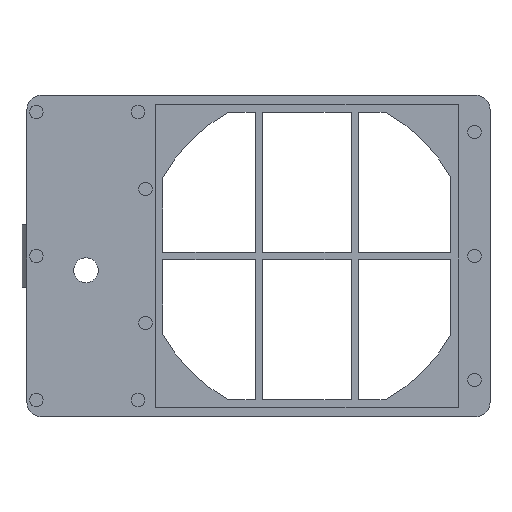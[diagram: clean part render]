
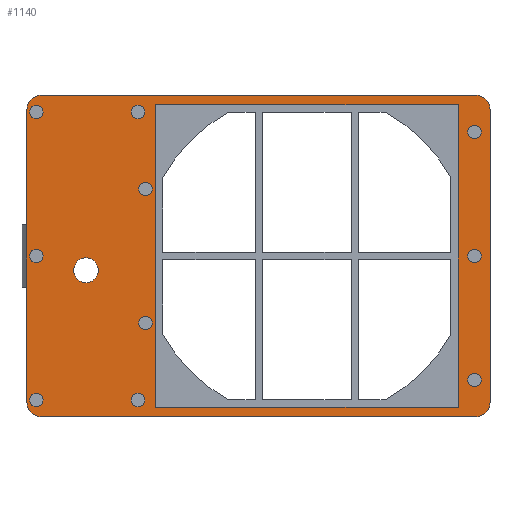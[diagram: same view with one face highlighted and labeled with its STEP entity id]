
A CAD part, top view. The second image highlights one B-rep face of the part: STEP entity #1140.
In plain terms, the highlighted planar face has unit normal (0, 0, 1).
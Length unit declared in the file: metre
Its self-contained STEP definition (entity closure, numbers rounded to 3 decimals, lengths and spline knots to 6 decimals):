
#32=LINE('',#1688,#148);
#33=LINE('',#1693,#149);
#34=LINE('',#1697,#150);
#35=LINE('',#1701,#151);
#36=LINE('',#1704,#152);
#37=LINE('',#1707,#153);
#38=LINE('',#1709,#154);
#39=LINE('',#1711,#155);
#148=VECTOR('',#1356,1.);
#149=VECTOR('',#1359,1.);
#150=VECTOR('',#1362,1.);
#151=VECTOR('',#1365,1.);
#152=VECTOR('',#1368,1.);
#153=VECTOR('',#1369,1.);
#154=VECTOR('',#1370,1.);
#155=VECTOR('',#1371,1.);
#264=ORIENTED_EDGE('',*,*,#574,.T.);
#265=ORIENTED_EDGE('',*,*,#575,.F.);
#266=ORIENTED_EDGE('',*,*,#576,.F.);
#267=ORIENTED_EDGE('',*,*,#577,.F.);
#268=ORIENTED_EDGE('',*,*,#578,.F.);
#269=ORIENTED_EDGE('',*,*,#579,.F.);
#270=ORIENTED_EDGE('',*,*,#580,.F.);
#271=ORIENTED_EDGE('',*,*,#581,.F.);
#272=ORIENTED_EDGE('',*,*,#582,.F.);
#273=ORIENTED_EDGE('',*,*,#583,.F.);
#274=ORIENTED_EDGE('',*,*,#584,.F.);
#275=ORIENTED_EDGE('',*,*,#585,.F.);
#276=ORIENTED_EDGE('',*,*,#586,.F.);
#277=ORIENTED_EDGE('',*,*,#587,.F.);
#278=ORIENTED_EDGE('',*,*,#588,.F.);
#279=ORIENTED_EDGE('',*,*,#589,.T.);
#280=ORIENTED_EDGE('',*,*,#590,.F.);
#281=ORIENTED_EDGE('',*,*,#591,.T.);
#282=ORIENTED_EDGE('',*,*,#592,.F.);
#283=ORIENTED_EDGE('',*,*,#593,.T.);
#284=ORIENTED_EDGE('',*,*,#594,.T.);
#285=ORIENTED_EDGE('',*,*,#595,.F.);
#286=ORIENTED_EDGE('',*,*,#596,.F.);
#574=EDGE_CURVE('',#729,#729,#840,.T.);
#575=EDGE_CURVE('',#730,#730,#841,.T.);
#576=EDGE_CURVE('',#731,#731,#842,.T.);
#577=EDGE_CURVE('',#732,#732,#843,.T.);
#578=EDGE_CURVE('',#733,#733,#844,.T.);
#579=EDGE_CURVE('',#734,#734,#845,.T.);
#580=EDGE_CURVE('',#735,#735,#846,.T.);
#581=EDGE_CURVE('',#736,#736,#847,.T.);
#582=EDGE_CURVE('',#737,#737,#848,.T.);
#583=EDGE_CURVE('',#738,#738,#849,.T.);
#584=EDGE_CURVE('',#739,#739,#850,.T.);
#585=EDGE_CURVE('',#740,#741,#32,.T.);
#586=EDGE_CURVE('',#742,#740,#851,.T.);
#587=EDGE_CURVE('',#743,#742,#33,.T.);
#588=EDGE_CURVE('',#744,#743,#852,.T.);
#589=EDGE_CURVE('',#744,#745,#34,.T.);
#590=EDGE_CURVE('',#746,#745,#853,.T.);
#591=EDGE_CURVE('',#746,#747,#35,.T.);
#592=EDGE_CURVE('',#741,#747,#854,.T.);
#593=EDGE_CURVE('',#748,#749,#36,.T.);
#594=EDGE_CURVE('',#749,#750,#37,.T.);
#595=EDGE_CURVE('',#751,#750,#38,.T.);
#596=EDGE_CURVE('',#748,#751,#39,.T.);
#729=VERTEX_POINT('',#1667);
#730=VERTEX_POINT('',#1669);
#731=VERTEX_POINT('',#1671);
#732=VERTEX_POINT('',#1673);
#733=VERTEX_POINT('',#1675);
#734=VERTEX_POINT('',#1677);
#735=VERTEX_POINT('',#1679);
#736=VERTEX_POINT('',#1681);
#737=VERTEX_POINT('',#1683);
#738=VERTEX_POINT('',#1685);
#739=VERTEX_POINT('',#1687);
#740=VERTEX_POINT('',#1689);
#741=VERTEX_POINT('',#1690);
#742=VERTEX_POINT('',#1692);
#743=VERTEX_POINT('',#1694);
#744=VERTEX_POINT('',#1696);
#745=VERTEX_POINT('',#1698);
#746=VERTEX_POINT('',#1700);
#747=VERTEX_POINT('',#1702);
#748=VERTEX_POINT('',#1705);
#749=VERTEX_POINT('',#1706);
#750=VERTEX_POINT('',#1708);
#751=VERTEX_POINT('',#1710);
#840=CIRCLE('',#1223,0.005);
#841=CIRCLE('',#1224,0.0027);
#842=CIRCLE('',#1225,0.0027);
#843=CIRCLE('',#1226,0.0027);
#844=CIRCLE('',#1227,0.0027);
#845=CIRCLE('',#1228,0.0027);
#846=CIRCLE('',#1229,0.0027);
#847=CIRCLE('',#1230,0.0027);
#848=CIRCLE('',#1231,0.0027);
#849=CIRCLE('',#1232,0.0027);
#850=CIRCLE('',#1233,0.0027);
#851=CIRCLE('',#1234,0.00576);
#852=CIRCLE('',#1235,0.00576);
#853=CIRCLE('',#1236,0.00576);
#854=CIRCLE('',#1237,0.00576);
#879=EDGE_LOOP('',(#264));
#880=EDGE_LOOP('',(#265));
#881=EDGE_LOOP('',(#266));
#882=EDGE_LOOP('',(#267));
#883=EDGE_LOOP('',(#268));
#884=EDGE_LOOP('',(#269));
#885=EDGE_LOOP('',(#270));
#886=EDGE_LOOP('',(#271));
#887=EDGE_LOOP('',(#272));
#888=EDGE_LOOP('',(#273));
#889=EDGE_LOOP('',(#274));
#890=EDGE_LOOP('',(#275,#276,#277,#278,#279,#280,#281,#282));
#891=EDGE_LOOP('',(#283,#284,#285,#286));
#985=FACE_BOUND('',#879,.T.);
#986=FACE_BOUND('',#880,.T.);
#987=FACE_BOUND('',#881,.T.);
#988=FACE_BOUND('',#882,.T.);
#989=FACE_BOUND('',#883,.T.);
#990=FACE_BOUND('',#884,.T.);
#991=FACE_BOUND('',#885,.T.);
#992=FACE_BOUND('',#886,.T.);
#993=FACE_BOUND('',#887,.T.);
#994=FACE_BOUND('',#888,.T.);
#995=FACE_BOUND('',#889,.T.);
#996=FACE_BOUND('',#890,.T.);
#997=FACE_BOUND('',#891,.T.);
#1091=PLANE('',#1222);
#1140=ADVANCED_FACE('',(#985,#986,#987,#988,#989,#990,#991,#992,#993,#994,
#995,#996,#997),#1091,.F.);
#1222=AXIS2_PLACEMENT_3D('',#1665,#1332,#1333);
#1223=AXIS2_PLACEMENT_3D('',#1666,#1334,#1335);
#1224=AXIS2_PLACEMENT_3D('',#1668,#1336,#1337);
#1225=AXIS2_PLACEMENT_3D('',#1670,#1338,#1339);
#1226=AXIS2_PLACEMENT_3D('',#1672,#1340,#1341);
#1227=AXIS2_PLACEMENT_3D('',#1674,#1342,#1343);
#1228=AXIS2_PLACEMENT_3D('',#1676,#1344,#1345);
#1229=AXIS2_PLACEMENT_3D('',#1678,#1346,#1347);
#1230=AXIS2_PLACEMENT_3D('',#1680,#1348,#1349);
#1231=AXIS2_PLACEMENT_3D('',#1682,#1350,#1351);
#1232=AXIS2_PLACEMENT_3D('',#1684,#1352,#1353);
#1233=AXIS2_PLACEMENT_3D('',#1686,#1354,#1355);
#1234=AXIS2_PLACEMENT_3D('',#1691,#1357,#1358);
#1235=AXIS2_PLACEMENT_3D('',#1695,#1360,#1361);
#1236=AXIS2_PLACEMENT_3D('',#1699,#1363,#1364);
#1237=AXIS2_PLACEMENT_3D('',#1703,#1366,#1367);
#1332=DIRECTION('',(0.,0.,-1.));
#1333=DIRECTION('',(1.,0.,0.));
#1334=DIRECTION('',(0.,0.,-1.));
#1335=DIRECTION('',(-1.,0.,0.));
#1336=DIRECTION('',(0.,0.,1.));
#1337=DIRECTION('',(1.,0.,0.));
#1338=DIRECTION('',(0.,0.,1.));
#1339=DIRECTION('',(1.,0.,0.));
#1340=DIRECTION('',(0.,0.,1.));
#1341=DIRECTION('',(1.,0.,0.));
#1342=DIRECTION('',(0.,0.,1.));
#1343=DIRECTION('',(1.,0.,0.));
#1344=DIRECTION('',(0.,0.,1.));
#1345=DIRECTION('',(1.,0.,0.));
#1346=DIRECTION('',(0.,0.,1.));
#1347=DIRECTION('',(1.,0.,0.));
#1348=DIRECTION('',(0.,0.,1.));
#1349=DIRECTION('',(1.,0.,0.));
#1350=DIRECTION('',(0.,0.,1.));
#1351=DIRECTION('',(1.,0.,0.));
#1352=DIRECTION('',(0.,0.,1.));
#1353=DIRECTION('',(1.,0.,0.));
#1354=DIRECTION('',(0.,0.,1.));
#1355=DIRECTION('',(1.,0.,0.));
#1356=DIRECTION('',(-1.,0.,0.));
#1357=DIRECTION('',(0.,0.,-1.));
#1358=DIRECTION('',(-1.,0.,0.));
#1359=DIRECTION('',(0.,-1.,0.));
#1360=DIRECTION('',(0.,0.,-1.));
#1361=DIRECTION('',(-1.,0.,0.));
#1362=DIRECTION('',(-1.,0.,0.));
#1363=DIRECTION('',(0.,0.,-1.));
#1364=DIRECTION('',(-1.,0.,0.));
#1365=DIRECTION('',(0.,-1.,0.));
#1366=DIRECTION('',(0.,0.,-1.));
#1367=DIRECTION('',(-1.,0.,0.));
#1368=DIRECTION('',(1.,0.,0.));
#1369=DIRECTION('',(0.,-1.,0.));
#1370=DIRECTION('',(1.,0.,0.));
#1371=DIRECTION('',(0.,-1.,0.));
#1665=CARTESIAN_POINT('',(-0.01475,0.,-0.05416));
#1666=CARTESIAN_POINT('',(-0.082,-0.00575,-0.05416));
#1667=CARTESIAN_POINT('',(-0.087,-0.00575,-0.05416));
#1668=CARTESIAN_POINT('',(0.0745,0.,-0.05416));
#1669=CARTESIAN_POINT('',(0.0772,0.,-0.05416));
#1670=CARTESIAN_POINT('',(0.0745,0.05,-0.05416));
#1671=CARTESIAN_POINT('',(0.0772,0.05,-0.05416));
#1672=CARTESIAN_POINT('',(-0.061,0.058,-0.05416));
#1673=CARTESIAN_POINT('',(-0.0583,0.058,-0.05416));
#1674=CARTESIAN_POINT('',(-0.058,0.027,-0.05416));
#1675=CARTESIAN_POINT('',(-0.0553,0.027,-0.05416));
#1676=CARTESIAN_POINT('',(-0.058,-0.027,-0.05416));
#1677=CARTESIAN_POINT('',(-0.0553,-0.027,-0.05416));
#1678=CARTESIAN_POINT('',(-0.061,-0.058,-0.05416));
#1679=CARTESIAN_POINT('',(-0.0583,-0.058,-0.05416));
#1680=CARTESIAN_POINT('',(-0.102,-0.058,-0.05416));
#1681=CARTESIAN_POINT('',(-0.0993,-0.058,-0.05416));
#1682=CARTESIAN_POINT('',(-0.102,0.058,-0.05416));
#1683=CARTESIAN_POINT('',(-0.0993,0.058,-0.05416));
#1684=CARTESIAN_POINT('',(0.0745,-0.05,-0.05416));
#1685=CARTESIAN_POINT('',(0.0772,-0.05,-0.05416));
#1686=CARTESIAN_POINT('',(-0.102,0.,-0.05416));
#1687=CARTESIAN_POINT('',(-0.0993,0.,-0.05416));
#1688=CARTESIAN_POINT('',(-0.0125,-0.06476,-0.05416));
#1689=CARTESIAN_POINT('',(0.075,-0.06476,-0.05416));
#1690=CARTESIAN_POINT('',(-0.1,-0.06476,-0.05416));
#1691=CARTESIAN_POINT('',(0.075,-0.059,-0.05416));
#1692=CARTESIAN_POINT('',(0.08076,-0.059,-0.05416));
#1693=CARTESIAN_POINT('',(0.08076,0.,-0.05416));
#1694=CARTESIAN_POINT('',(0.08076,0.059,-0.05416));
#1695=CARTESIAN_POINT('',(0.075,0.059,-0.05416));
#1696=CARTESIAN_POINT('',(0.075,0.06476,-0.05416));
#1697=CARTESIAN_POINT('',(-0.0125,0.06476,-0.05416));
#1698=CARTESIAN_POINT('',(-0.1,0.06476,-0.05416));
#1699=CARTESIAN_POINT('',(-0.1,0.059,-0.05416));
#1700=CARTESIAN_POINT('',(-0.10576,0.059,-0.05416));
#1701=CARTESIAN_POINT('',(-0.10576,-0.0362,-0.05416));
#1702=CARTESIAN_POINT('',(-0.10576,-0.059,-0.05416));
#1703=CARTESIAN_POINT('',(-0.1,-0.059,-0.05416));
#1704=CARTESIAN_POINT('',(0.007,0.061,-0.05416));
#1705=CARTESIAN_POINT('',(-0.054,0.061,-0.05416));
#1706=CARTESIAN_POINT('',(0.068,0.061,-0.05416));
#1707=CARTESIAN_POINT('',(0.068,0.,-0.05416));
#1708=CARTESIAN_POINT('',(0.068,-0.061,-0.05416));
#1709=CARTESIAN_POINT('',(0.007,-0.061,-0.05416));
#1710=CARTESIAN_POINT('',(-0.054,-0.061,-0.05416));
#1711=CARTESIAN_POINT('',(-0.054,0.,-0.05416));
